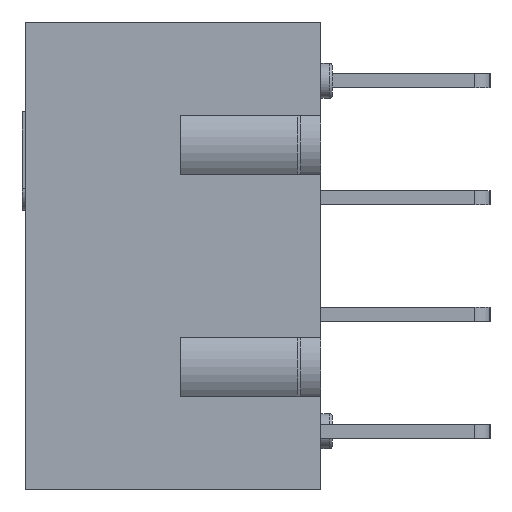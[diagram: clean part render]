
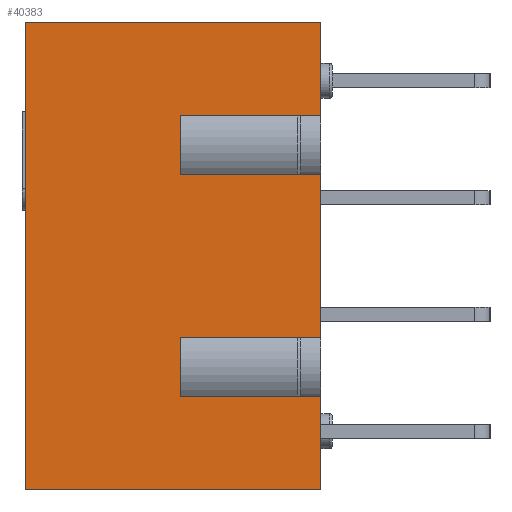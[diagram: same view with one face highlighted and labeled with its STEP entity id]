
A CAD part, left-side view. The second image highlights one B-rep face of the part: STEP entity #40383.
In plain terms, the highlighted planar face has unit normal (-1, 0, 0).
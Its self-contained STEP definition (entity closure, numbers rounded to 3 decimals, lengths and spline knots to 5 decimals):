
#3960=FACE_OUTER_BOUND('',#5813,.T.);
#5813=EDGE_LOOP('',(#35338,#35339,#35340,#35341,#35342,#35343,#35344,#35345,
#35346,#35347,#35348,#35349,#35350,#35351));
#9108=LINE('',#63981,#13345);
#9110=LINE('',#63986,#13347);
#9112=LINE('',#63990,#13349);
#9114=LINE('',#63996,#13351);
#9370=LINE('',#64768,#13607);
#9379=LINE('',#64788,#13616);
#9384=LINE('',#64800,#13621);
#10072=LINE('',#66534,#14309);
#10091=LINE('',#66574,#14328);
#10097=LINE('',#66584,#14334);
#10098=LINE('',#66586,#14335);
#10099=LINE('',#66587,#14336);
#10100=LINE('',#66589,#14337);
#10101=LINE('',#66590,#14338);
#13345=VECTOR('',#51371,0.3937);
#13347=VECTOR('',#51377,0.3937);
#13349=VECTOR('',#51381,0.3937);
#13351=VECTOR('',#51387,0.3937);
#13607=VECTOR('',#52373,0.3937);
#13616=VECTOR('',#52392,0.3937);
#13621=VECTOR('',#52403,0.3937);
#14309=VECTOR('',#54111,0.3937);
#14328=VECTOR('',#54168,0.3937);
#14334=VECTOR('',#54178,0.3937);
#14335=VECTOR('',#54179,0.3937);
#14336=VECTOR('',#54180,0.3937);
#14337=VECTOR('',#54181,0.3937);
#14338=VECTOR('',#54182,0.3937);
#17454=VERTEX_POINT('',#63969);
#17458=VERTEX_POINT('',#63978);
#17459=VERTEX_POINT('',#63980);
#17460=VERTEX_POINT('',#63984);
#17461=VERTEX_POINT('',#63988);
#17462=VERTEX_POINT('',#63992);
#17601=VERTEX_POINT('',#64765);
#17602=VERTEX_POINT('',#64767);
#17608=VERTEX_POINT('',#64787);
#17612=VERTEX_POINT('',#64799);
#18148=VERTEX_POINT('',#66532);
#18150=VERTEX_POINT('',#66572);
#18153=VERTEX_POINT('',#66585);
#18154=VERTEX_POINT('',#66588);
#22662=EDGE_CURVE('',#17458,#17459,#9108,.T.);
#22665=EDGE_CURVE('',#17454,#17460,#9110,.T.);
#22667=EDGE_CURVE('',#17461,#17454,#9112,.T.);
#22670=EDGE_CURVE('',#17459,#17462,#9114,.T.);
#23028=EDGE_CURVE('',#17601,#17602,#9370,.T.);
#23038=EDGE_CURVE('',#17608,#17462,#9379,.T.);
#23044=EDGE_CURVE('',#17612,#17460,#9384,.T.);
#23939=EDGE_CURVE('',#17458,#18148,#10072,.T.);
#23959=EDGE_CURVE('',#17461,#18150,#10091,.T.);
#23965=EDGE_CURVE('',#18148,#17612,#10097,.T.);
#23966=EDGE_CURVE('',#18150,#18153,#10098,.T.);
#23967=EDGE_CURVE('',#18153,#17602,#10099,.T.);
#23968=EDGE_CURVE('',#18154,#17601,#10100,.T.);
#23969=EDGE_CURVE('',#18154,#17608,#10101,.T.);
#35338=ORIENTED_EDGE('',*,*,#23038,.T.);
#35339=ORIENTED_EDGE('',*,*,#22670,.F.);
#35340=ORIENTED_EDGE('',*,*,#22662,.F.);
#35341=ORIENTED_EDGE('',*,*,#23939,.T.);
#35342=ORIENTED_EDGE('',*,*,#23965,.T.);
#35343=ORIENTED_EDGE('',*,*,#23044,.T.);
#35344=ORIENTED_EDGE('',*,*,#22665,.F.);
#35345=ORIENTED_EDGE('',*,*,#22667,.F.);
#35346=ORIENTED_EDGE('',*,*,#23959,.T.);
#35347=ORIENTED_EDGE('',*,*,#23966,.T.);
#35348=ORIENTED_EDGE('',*,*,#23967,.T.);
#35349=ORIENTED_EDGE('',*,*,#23028,.F.);
#35350=ORIENTED_EDGE('',*,*,#23968,.F.);
#35351=ORIENTED_EDGE('',*,*,#23969,.T.);
#36884=PLANE('',#43586);
#40383=ADVANCED_FACE('',(#3960),#36884,.T.);
#43586=AXIS2_PLACEMENT_3D('',#66583,#54176,#54177);
#51371=DIRECTION('',(0.,0.,-1.));
#51377=DIRECTION('',(0.,0.,-1.));
#51381=DIRECTION('',(0.,0.,-1.));
#51387=DIRECTION('',(0.,0.,-1.));
#52373=DIRECTION('',(0.,0.,1.));
#52392=DIRECTION('',(0.,1.,0.));
#52403=DIRECTION('',(0.,1.,0.));
#54111=DIRECTION('',(0.,-1.,0.));
#54168=DIRECTION('',(0.,-1.,0.));
#54176=DIRECTION('center_axis',(-1.,0.,0.));
#54177=DIRECTION('ref_axis',(0.,0.,1.));
#54178=DIRECTION('',(0.,0.,1.));
#54179=DIRECTION('',(0.,0.,1.));
#54180=DIRECTION('',(0.,1.,0.));
#54181=DIRECTION('',(0.,1.,0.));
#54182=DIRECTION('',(0.,0.,1.));
#63969=CARTESIAN_POINT('',(-1.46305,-0.07569,0.095));
#63978=CARTESIAN_POINT('',(-1.46305,-0.07569,-0.07));
#63980=CARTESIAN_POINT('',(-1.46305,-0.07569,-0.095));
#63981=CARTESIAN_POINT('',(-1.46305,-0.07569,0.2));
#63984=CARTESIAN_POINT('',(-1.46305,-0.07569,0.07));
#63986=CARTESIAN_POINT('',(-1.46305,-0.07569,0.2));
#63988=CARTESIAN_POINT('',(-1.46305,-0.07569,0.12));
#63990=CARTESIAN_POINT('',(-1.46305,-0.07569,0.2));
#63992=CARTESIAN_POINT('',(-1.46305,-0.07569,-0.12));
#63996=CARTESIAN_POINT('',(-1.46305,-0.07569,0.2));
#64765=CARTESIAN_POINT('',(-1.46305,0.05731,-0.2));
#64767=CARTESIAN_POINT('',(-1.46305,0.05731,0.2));
#64768=CARTESIAN_POINT('',(-1.46305,0.05731,-0.2));
#64787=CARTESIAN_POINT('',(-1.46305,-0.19569,-0.12));
#64788=CARTESIAN_POINT('',(-1.46305,-0.19569,-0.12));
#64799=CARTESIAN_POINT('',(-1.46305,-0.19569,0.07));
#64800=CARTESIAN_POINT('',(-1.46305,-0.19569,0.07));
#66532=CARTESIAN_POINT('',(-1.46305,-0.19569,-0.07));
#66534=CARTESIAN_POINT('',(-1.46305,-0.19569,-0.07));
#66572=CARTESIAN_POINT('',(-1.46305,-0.19569,0.12));
#66574=CARTESIAN_POINT('',(-1.46305,-0.19569,0.12));
#66583=CARTESIAN_POINT('Origin',(-1.46305,-0.19569,-0.2));
#66584=CARTESIAN_POINT('',(-1.46305,-0.19569,-0.2));
#66585=CARTESIAN_POINT('',(-1.46305,-0.19569,0.2));
#66586=CARTESIAN_POINT('',(-1.46305,-0.19569,-0.2));
#66587=CARTESIAN_POINT('',(-1.46305,-0.19569,0.2));
#66588=CARTESIAN_POINT('',(-1.46305,-0.19569,-0.2));
#66589=CARTESIAN_POINT('',(-1.46305,-0.19569,-0.2));
#66590=CARTESIAN_POINT('',(-1.46305,-0.19569,-0.2));
